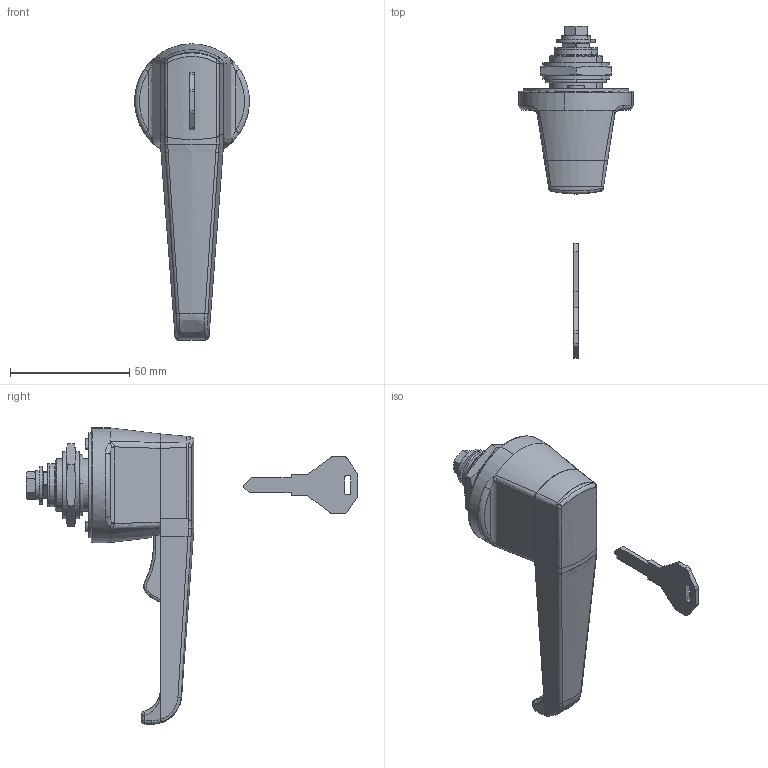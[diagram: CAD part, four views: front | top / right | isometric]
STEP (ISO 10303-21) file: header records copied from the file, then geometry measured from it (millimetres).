
FILE_DESCRIPTION((''),'2;1');
FILE_NAME('','2006-02-22T15:39:54',(''),(''),'','CADfix','');
FILE_SCHEMA(('AUTOMOTIVE_DESIGN'));
Length unit declared in the file: millimetre
Products named in the file (13): cap; washer_D; washer_B; washer_A; packing; nut; lever; key; handle; cover; bolt; base; THA_300JS_2K_No2200_15134_36
Assembly tree (12 placements, depth 2):
  THA_300JS_2K_No2200_15134_36
    cap
    washer_D
    washer_B
    washer_A
    packing
    nut
    lever
    key
    handle
    cover
    bolt
    base
Bounding box: 48 x 138.95 x 124 mm (x, y, z)
Volume: 54921.3 mm3; surface area: 40244.1 mm2
Topology: 12 solids, 12 shells, 431 faces, 1250 edges, 854 vertices
Faces by surface type: bspline 431
Entity records: 27174 total; most frequent: CARTESIAN_POINT 19515, ORIENTED_EDGE 2492, EDGE_CURVE 1246, VERTEX_POINT 854, B_SPLINE_CURVE_WITH_KNOTS 705, QUASI_UNIFORM_CURVE 473, EDGE_LOOP 464, FACE_OUTER_BOUND 431
